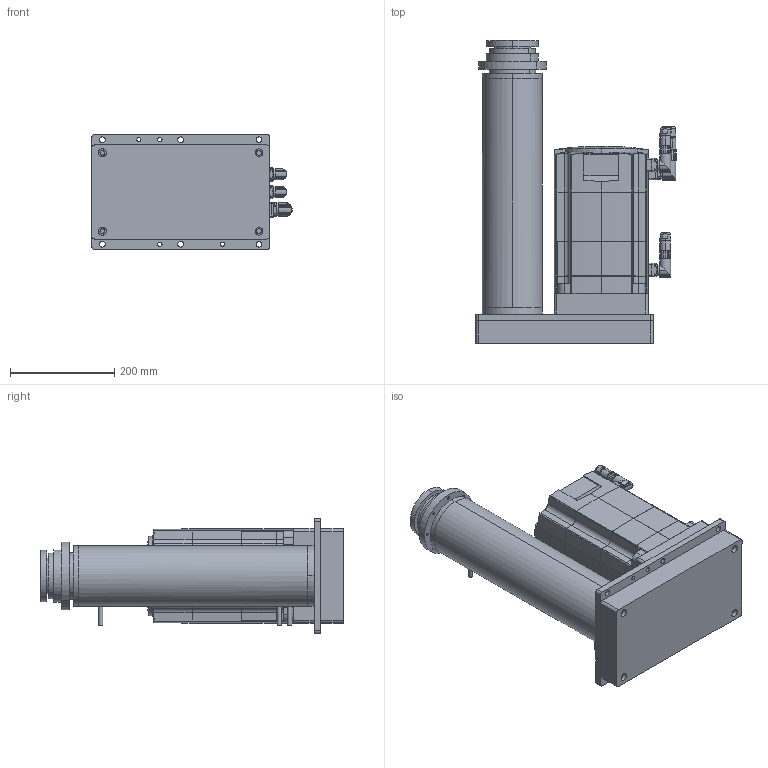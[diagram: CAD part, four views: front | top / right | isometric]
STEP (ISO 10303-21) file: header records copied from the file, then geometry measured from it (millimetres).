
FILE_DESCRIPTION (( 'STEP AP203' ), '1' );
FILE_NAME ('RLD115-10HB-6.2KN-R610-S2-333mm-s.STEP', '2025-02-07T07:29:55', ( '微软用户' ), ( '微软中国' ), 'SwSTEP 2.0', 'SolidWorks 2022', '' );
FILE_SCHEMA (( 'CONFIG_CONTROL_DESIGN' ));
Length unit declared in the file: millimetre
Products named in the file (50): 2022_09_17_14_03_40_0341.STP; 2022_09_17_14_03_40_0216.STP; 1FL6092-1AC61-2AB1_3D_高惯量带刹车3.5KW-2000转.STP; 2022_09_17_14_03_40_0012.STP; 2022_09_17_14_03_40_0998.STP; 2022_09_17_14_03_40_0623.STP; 复件 240408-DM-115多节缸第一节管^RLD115-10HB-6.2KN-R610-S2-333mm-s; 2022_09_17_14_03_39_0918.STP; 2022_09_17_14_03_40_0685.STP; 2022_09_17_14_03_40_0654.STP; 2022_09_17_14_03_39_0980.STP; 2022_09_17_14_03_40_0122.STP; 2022_09_17_14_03_40_0279.STP; 2022_09_17_14_03_40_0560.STP; 2022_09_17_14_03_40_0373.STP; 2022_09_17_14_03_39_0824.STP; 2022_09_17_14_03_40_0435.STP; 2022_09_17_14_03_40_0841.STP; 复件 240408-DM-115多节缸轴承座^RLD115-10HB-6.2KN-R610-S2-333mm-s; 2022_09_17_14_03_41_0060.STP; 复件 240408-DM-115多节缸第二节管^RLD115-10HB-6.2KN-R610-S2-333mm-s; 2022_09_17_14_03_40_0310.STP; 2022_09_17_14_03_40_0935.STP; 2022_09_17_14_03_40_0404.STP; 2022_09_17_14_03_39_0855.STP; 2022_09_17_14_03_40_0074.STP; RLD115-10HB-6.2KN-R610-S2-333mm-s; 2022_09_17_14_03_40_0529.STP; 2022_09_17_14_03_40_0591.STP; 2022_09_17_14_03_40_0466.STP; 2022_09_17_14_03_40_0185.STP; 2022_09_17_14_03_40_0248.STP; 2022_09_17_14_03_39_0949.STP; 2022_09_17_14_03_41_0029.STP; 零件10^RLD115-10HB-6.2KN-R610-S2-333mm-s; 2022_09_17_14_03_40_0748.STP; 2022_09_17_14_03_40_0904.STP; 2022_09_17_14_03_40_0105.STP; 2022_09_17_14_03_40_0873.STP; 2022_09_17_14_03_40_0779.STP ...
Assembly tree (48 placements, depth 4):
  RLD115-10HB-6.2KN-R610-S2-333mm-s
    复件 240408-DM-115多节缸箱体盖板^RLD115-10HB-6.2KN-R610-S2-333mm-s
    复件 240408-DM-115多节缸轴承座^RLD115-10HB-6.2KN-R610-S2-333mm-s
    复件 240408-DM-115多节缸第二节管^RLD115-10HB-6.2KN-R610-S2-333mm-s
    复件 240408-DM-115多节缸第三节管^RLD115-10HB-6.2KN-R610-S2-333mm-s
    复件 240408-DM-115多节缸第一节管^RLD115-10HB-6.2KN-R610-S2-333mm-s
    零件10^RLD115-10HB-6.2KN-R610-S2-333mm-s
    1FL6092-1AC61-2AB1_3D_高惯量带刹车3.5KW-2000转
      1FL6092-1AC61-2AB1_3D_高惯量带刹车3.5KW-2000转.STP
        2022_09_17_14_03_41_0060.STP
        2022_09_17_14_03_41_0029.STP
        2022_09_17_14_03_40_0998.STP
        2022_09_17_14_03_40_0966.STP
        2022_09_17_14_03_40_0935.STP
        2022_09_17_14_03_40_0904.STP
        2022_09_17_14_03_40_0873.STP
        2022_09_17_14_03_40_0841.STP
        2022_09_17_14_03_40_0810.STP
        2022_09_17_14_03_40_0779.STP
        2022_09_17_14_03_40_0748.STP
        2022_09_17_14_03_40_0716.STP
        2022_09_17_14_03_40_0685.STP
        2022_09_17_14_03_40_0654.STP
        2022_09_17_14_03_40_0623.STP
        2022_09_17_14_03_40_0591.STP
        2022_09_17_14_03_40_0560.STP
        2022_09_17_14_03_40_0529.STP
        2022_09_17_14_03_40_0498.STP
        2022_09_17_14_03_40_0466.STP
        2022_09_17_14_03_40_0435.STP
        2022_09_17_14_03_40_0404.STP
        2022_09_17_14_03_40_0373.STP
        2022_09_17_14_03_40_0341.STP
        2022_09_17_14_03_40_0310.STP
        2022_09_17_14_03_40_0279.STP
        2022_09_17_14_03_40_0248.STP
        2022_09_17_14_03_40_0216.STP
        2022_09_17_14_03_40_0185.STP
        2022_09_17_14_03_40_0122.STP
        2022_09_17_14_03_40_0105.STP
        2022_09_17_14_03_40_0074.STP
        2022_09_17_14_03_40_0043.STP
        2022_09_17_14_03_40_0012.STP
        2022_09_17_14_03_39_0980.STP
        2022_09_17_14_03_39_0949.STP
        2022_09_17_14_03_39_0918.STP
        2022_09_17_14_03_39_0887.STP
        2022_09_17_14_03_39_0855.STP
        2022_09_17_14_03_39_0824.STP
  零件19^RLD115-10HB-6.2KN-R610-S2-333mm-s
Bounding box: 383.36 x 580 x 220 mm (x, y, z)
Volume: 12931274.4 mm3; surface area: 2033142.9 mm2
Topology: 74 solids, 74 shells, 1841 faces, 4759 edges, 3131 vertices
Faces by surface type: plane 1001, cylinder 716, torus 108, sphere 12, cone 4
Entity records: 67753 total; most frequent: CARTESIAN_POINT 16336, DIRECTION 9843, ORIENTED_EDGE 9514, EDGE_CURVE 4757, AXIS2_PLACEMENT_3D 3563, VERTEX_POINT 3131, VECTOR 2717, LINE 2717
